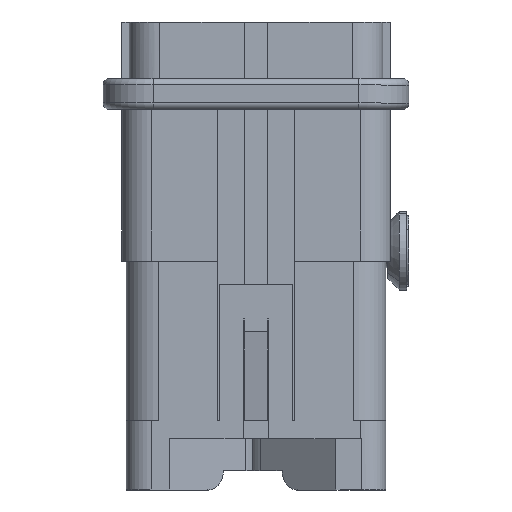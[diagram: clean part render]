
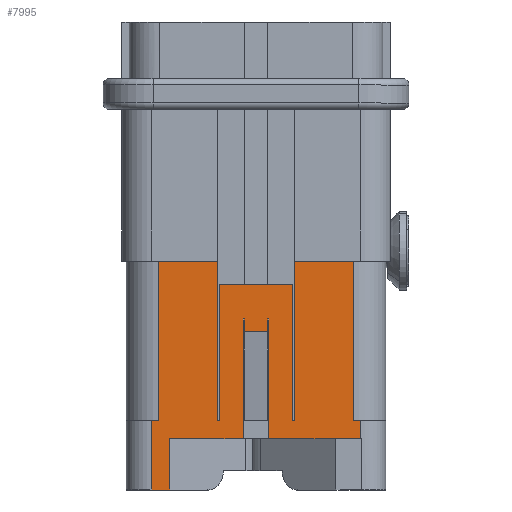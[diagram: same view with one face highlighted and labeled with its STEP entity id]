
A CAD part, left-side view. The second image highlights one B-rep face of the part: STEP entity #7995.
In plain terms, the highlighted planar face has unit normal (-1, 0, 0).
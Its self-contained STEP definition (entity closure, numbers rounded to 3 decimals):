
#7792=AXIS2_PLACEMENT_3D('Plane Axis2P3D',#7789,#7790,#7791) ;
#7767=CARTESIAN_POINT('Vertex',(1.8,4.3,17.8)) ;
#7770=CARTESIAN_POINT('Line Origine',(1.8,4.3,10.94)) ;
#7774=CARTESIAN_POINT('Vertex',(1.8,4.3,5.4)) ;
#7789=CARTESIAN_POINT('Axis2P3D Location',(1.8,11.9,12.3)) ;
#7794=CARTESIAN_POINT('Line Origine',(1.8,14.9,11.6)) ;
#7798=CARTESIAN_POINT('Vertex',(1.8,14.9,17.8)) ;
#7800=CARTESIAN_POINT('Vertex',(1.8,14.9,5.4)) ;
#7803=CARTESIAN_POINT('Line Origine',(1.8,17.2,17.8)) ;
#7807=CARTESIAN_POINT('Vertex',(1.8,19.5,17.8)) ;
#7810=CARTESIAN_POINT('Line Origine',(1.8,19.5,11.6)) ;
#7814=CARTESIAN_POINT('Vertex',(1.8,19.5,5.4)) ;
#7817=CARTESIAN_POINT('Line Origine',(1.8,19.75,5.4)) ;
#7821=CARTESIAN_POINT('Vertex',(1.8,20.,5.4)) ;
#7824=CARTESIAN_POINT('Line Origine',(1.8,20.,2.7)) ;
#7828=CARTESIAN_POINT('Vertex',(1.8,20.,0.)) ;
#7831=CARTESIAN_POINT('Line Origine',(1.8,19.311,0.)) ;
#7835=CARTESIAN_POINT('Vertex',(1.8,18.622,0.)) ;
#7838=CARTESIAN_POINT('Line Origine',(1.8,18.622,2.)) ;
#7842=CARTESIAN_POINT('Vertex',(1.8,18.622,4.)) ;
#7845=CARTESIAN_POINT('Line Origine',(1.8,15.761,4.)) ;
#7849=CARTESIAN_POINT('Vertex',(1.8,12.9,4.)) ;
#7852=CARTESIAN_POINT('Line Origine',(1.8,12.9,8.65)) ;
#7856=CARTESIAN_POINT('Vertex',(1.8,12.9,13.3)) ;
#7859=CARTESIAN_POINT('Line Origine',(1.8,12.85,13.3)) ;
#7863=CARTESIAN_POINT('Vertex',(1.8,12.8,13.3)) ;
#7866=CARTESIAN_POINT('Line Origine',(1.8,12.8,12.8)) ;
#7870=CARTESIAN_POINT('Vertex',(1.8,12.8,12.3)) ;
#7873=CARTESIAN_POINT('Line Origine',(1.8,11.9,12.3)) ;
#7877=CARTESIAN_POINT('Vertex',(1.8,11.,12.3)) ;
#7880=CARTESIAN_POINT('Line Origine',(1.8,11.,12.8)) ;
#7884=CARTESIAN_POINT('Vertex',(1.8,11.,13.3)) ;
#7887=CARTESIAN_POINT('Line Origine',(1.8,10.95,13.3)) ;
#7891=CARTESIAN_POINT('Vertex',(1.8,10.9,13.3)) ;
#7894=CARTESIAN_POINT('Line Origine',(1.8,10.9,8.65)) ;
#7898=CARTESIAN_POINT('Vertex',(1.8,10.9,4.)) ;
#7901=CARTESIAN_POINT('Line Origine',(1.8,7.35,4.)) ;
#7905=CARTESIAN_POINT('Vertex',(1.8,3.8,4.)) ;
#7908=CARTESIAN_POINT('Line Origine',(1.8,3.8,4.7)) ;
#7912=CARTESIAN_POINT('Vertex',(1.8,3.8,5.4)) ;
#7915=CARTESIAN_POINT('Line Origine',(1.8,4.05,5.4)) ;
#7920=CARTESIAN_POINT('Line Origine',(1.8,6.6,17.8)) ;
#7924=CARTESIAN_POINT('Vertex',(1.8,8.9,17.8)) ;
#7927=CARTESIAN_POINT('Line Origine',(1.8,8.9,11.6)) ;
#7931=CARTESIAN_POINT('Vertex',(1.8,8.9,5.4)) ;
#7934=CARTESIAN_POINT('Line Origine',(1.8,8.975,5.4)) ;
#7938=CARTESIAN_POINT('Vertex',(1.8,9.05,5.4)) ;
#7941=CARTESIAN_POINT('Line Origine',(1.8,9.05,10.7)) ;
#7945=CARTESIAN_POINT('Vertex',(1.8,9.05,16.)) ;
#7948=CARTESIAN_POINT('Line Origine',(1.8,11.9,16.)) ;
#7952=CARTESIAN_POINT('Vertex',(1.8,14.75,16.)) ;
#7955=CARTESIAN_POINT('Line Origine',(1.8,14.75,10.7)) ;
#7959=CARTESIAN_POINT('Vertex',(1.8,14.75,5.4)) ;
#7962=CARTESIAN_POINT('Line Origine',(1.8,14.825,5.4)) ;
#7771=DIRECTION('Vector Direction',(0.,0.,-1.)) ;
#7790=DIRECTION('Axis2P3D Direction',(1.,0.,0.)) ;
#7791=DIRECTION('Axis2P3D XDirection',(0.,0.,1.)) ;
#7795=DIRECTION('Vector Direction',(0.,0.,-1.)) ;
#7804=DIRECTION('Vector Direction',(0.,-1.,0.)) ;
#7811=DIRECTION('Vector Direction',(0.,0.,-1.)) ;
#7818=DIRECTION('Vector Direction',(0.,-1.,0.)) ;
#7825=DIRECTION('Vector Direction',(0.,0.,1.)) ;
#7832=DIRECTION('Vector Direction',(0.,1.,0.)) ;
#7839=DIRECTION('Vector Direction',(0.,0.,-1.)) ;
#7846=DIRECTION('Vector Direction',(0.,-1.,0.)) ;
#7853=DIRECTION('Vector Direction',(0.,0.,1.)) ;
#7860=DIRECTION('Vector Direction',(0.,1.,0.)) ;
#7867=DIRECTION('Vector Direction',(0.,0.,1.)) ;
#7874=DIRECTION('Vector Direction',(0.,-1.,0.)) ;
#7881=DIRECTION('Vector Direction',(0.,0.,1.)) ;
#7888=DIRECTION('Vector Direction',(0.,1.,0.)) ;
#7895=DIRECTION('Vector Direction',(0.,0.,1.)) ;
#7902=DIRECTION('Vector Direction',(0.,-1.,0.)) ;
#7909=DIRECTION('Vector Direction',(0.,0.,1.)) ;
#7916=DIRECTION('Vector Direction',(0.,-1.,0.)) ;
#7921=DIRECTION('Vector Direction',(0.,-1.,0.)) ;
#7928=DIRECTION('Vector Direction',(0.,0.,-1.)) ;
#7935=DIRECTION('Vector Direction',(0.,-1.,0.)) ;
#7942=DIRECTION('Vector Direction',(0.,0.,1.)) ;
#7949=DIRECTION('Vector Direction',(0.,1.,0.)) ;
#7956=DIRECTION('Vector Direction',(0.,0.,1.)) ;
#7963=DIRECTION('Vector Direction',(0.,-1.,0.)) ;
#7772=VECTOR('Line Direction',#7771,1.) ;
#7796=VECTOR('Line Direction',#7795,1.) ;
#7805=VECTOR('Line Direction',#7804,1.) ;
#7812=VECTOR('Line Direction',#7811,1.) ;
#7819=VECTOR('Line Direction',#7818,1.) ;
#7826=VECTOR('Line Direction',#7825,1.) ;
#7833=VECTOR('Line Direction',#7832,1.) ;
#7840=VECTOR('Line Direction',#7839,1.) ;
#7847=VECTOR('Line Direction',#7846,1.) ;
#7854=VECTOR('Line Direction',#7853,1.) ;
#7861=VECTOR('Line Direction',#7860,1.) ;
#7868=VECTOR('Line Direction',#7867,1.) ;
#7875=VECTOR('Line Direction',#7874,1.) ;
#7882=VECTOR('Line Direction',#7881,1.) ;
#7889=VECTOR('Line Direction',#7888,1.) ;
#7896=VECTOR('Line Direction',#7895,1.) ;
#7903=VECTOR('Line Direction',#7902,1.) ;
#7910=VECTOR('Line Direction',#7909,1.) ;
#7917=VECTOR('Line Direction',#7916,1.) ;
#7922=VECTOR('Line Direction',#7921,1.) ;
#7929=VECTOR('Line Direction',#7928,1.) ;
#7936=VECTOR('Line Direction',#7935,1.) ;
#7943=VECTOR('Line Direction',#7942,1.) ;
#7950=VECTOR('Line Direction',#7949,1.) ;
#7957=VECTOR('Line Direction',#7956,1.) ;
#7964=VECTOR('Line Direction',#7963,1.) ;
#7968=ORIENTED_EDGE('',*,*,#7802,.F.) ;
#7969=ORIENTED_EDGE('',*,*,#7809,.T.) ;
#7970=ORIENTED_EDGE('',*,*,#7816,.T.) ;
#7971=ORIENTED_EDGE('',*,*,#7823,.F.) ;
#7972=ORIENTED_EDGE('',*,*,#7830,.F.) ;
#7973=ORIENTED_EDGE('',*,*,#7837,.F.) ;
#7974=ORIENTED_EDGE('',*,*,#7844,.F.) ;
#7975=ORIENTED_EDGE('',*,*,#7851,.T.) ;
#7976=ORIENTED_EDGE('',*,*,#7858,.T.) ;
#7977=ORIENTED_EDGE('',*,*,#7865,.F.) ;
#7978=ORIENTED_EDGE('',*,*,#7872,.T.) ;
#7979=ORIENTED_EDGE('',*,*,#7879,.T.) ;
#7980=ORIENTED_EDGE('',*,*,#7886,.F.) ;
#7981=ORIENTED_EDGE('',*,*,#7893,.F.) ;
#7982=ORIENTED_EDGE('',*,*,#7900,.F.) ;
#7983=ORIENTED_EDGE('',*,*,#7907,.T.) ;
#7984=ORIENTED_EDGE('',*,*,#7914,.T.) ;
#7985=ORIENTED_EDGE('',*,*,#7919,.F.) ;
#7986=ORIENTED_EDGE('',*,*,#7776,.F.) ;
#7987=ORIENTED_EDGE('',*,*,#7926,.T.) ;
#7988=ORIENTED_EDGE('',*,*,#7933,.T.) ;
#7989=ORIENTED_EDGE('',*,*,#7940,.F.) ;
#7990=ORIENTED_EDGE('',*,*,#7947,.T.) ;
#7991=ORIENTED_EDGE('',*,*,#7954,.T.) ;
#7992=ORIENTED_EDGE('',*,*,#7961,.F.) ;
#7993=ORIENTED_EDGE('',*,*,#7966,.F.) ;
#7995=ADVANCED_FACE('Hauptk\X2\00F6\X0\rper',(#7994),#7793,.F.) ;
#7776=EDGE_CURVE('',#7768,#7775,#7773,.T.) ;
#7802=EDGE_CURVE('',#7799,#7801,#7797,.T.) ;
#7809=EDGE_CURVE('',#7799,#7808,#7806,.F.) ;
#7816=EDGE_CURVE('',#7808,#7815,#7813,.T.) ;
#7823=EDGE_CURVE('',#7822,#7815,#7820,.T.) ;
#7830=EDGE_CURVE('',#7829,#7822,#7827,.T.) ;
#7837=EDGE_CURVE('',#7836,#7829,#7834,.T.) ;
#7844=EDGE_CURVE('',#7843,#7836,#7841,.T.) ;
#7851=EDGE_CURVE('',#7843,#7850,#7848,.T.) ;
#7858=EDGE_CURVE('',#7850,#7857,#7855,.T.) ;
#7865=EDGE_CURVE('',#7864,#7857,#7862,.T.) ;
#7872=EDGE_CURVE('',#7864,#7871,#7869,.F.) ;
#7879=EDGE_CURVE('',#7871,#7878,#7876,.T.) ;
#7886=EDGE_CURVE('',#7885,#7878,#7883,.F.) ;
#7893=EDGE_CURVE('',#7892,#7885,#7890,.T.) ;
#7900=EDGE_CURVE('',#7899,#7892,#7897,.T.) ;
#7907=EDGE_CURVE('',#7899,#7906,#7904,.T.) ;
#7914=EDGE_CURVE('',#7906,#7913,#7911,.T.) ;
#7919=EDGE_CURVE('',#7775,#7913,#7918,.T.) ;
#7926=EDGE_CURVE('',#7768,#7925,#7923,.F.) ;
#7933=EDGE_CURVE('',#7925,#7932,#7930,.T.) ;
#7940=EDGE_CURVE('',#7939,#7932,#7937,.T.) ;
#7947=EDGE_CURVE('',#7939,#7946,#7944,.T.) ;
#7954=EDGE_CURVE('',#7946,#7953,#7951,.T.) ;
#7961=EDGE_CURVE('',#7960,#7953,#7958,.T.) ;
#7966=EDGE_CURVE('',#7801,#7960,#7965,.T.) ;
#7967=EDGE_LOOP('',(#7968,#7969,#7970,#7971,#7972,#7973,#7974,#7975,#7976,#7977,#7978,#7979,#7980,#7981,#7982,#7983,#7984,#7985,#7986,#7987,#7988,#7989,#7990,#7991,#7992,#7993)) ;
#7994=FACE_OUTER_BOUND('',#7967,.T.) ;
#7773=LINE('Line',#7770,#7772) ;
#7797=LINE('Line',#7794,#7796) ;
#7806=LINE('Line',#7803,#7805) ;
#7813=LINE('Line',#7810,#7812) ;
#7820=LINE('Line',#7817,#7819) ;
#7827=LINE('Line',#7824,#7826) ;
#7834=LINE('Line',#7831,#7833) ;
#7841=LINE('Line',#7838,#7840) ;
#7848=LINE('Line',#7845,#7847) ;
#7855=LINE('Line',#7852,#7854) ;
#7862=LINE('Line',#7859,#7861) ;
#7869=LINE('Line',#7866,#7868) ;
#7876=LINE('Line',#7873,#7875) ;
#7883=LINE('Line',#7880,#7882) ;
#7890=LINE('Line',#7887,#7889) ;
#7897=LINE('Line',#7894,#7896) ;
#7904=LINE('Line',#7901,#7903) ;
#7911=LINE('Line',#7908,#7910) ;
#7918=LINE('Line',#7915,#7917) ;
#7923=LINE('Line',#7920,#7922) ;
#7930=LINE('Line',#7927,#7929) ;
#7937=LINE('Line',#7934,#7936) ;
#7944=LINE('Line',#7941,#7943) ;
#7951=LINE('Line',#7948,#7950) ;
#7958=LINE('Line',#7955,#7957) ;
#7965=LINE('Line',#7962,#7964) ;
#7793=PLANE('',#7792) ;
#7768=VERTEX_POINT('',#7767) ;
#7775=VERTEX_POINT('',#7774) ;
#7799=VERTEX_POINT('',#7798) ;
#7801=VERTEX_POINT('',#7800) ;
#7808=VERTEX_POINT('',#7807) ;
#7815=VERTEX_POINT('',#7814) ;
#7822=VERTEX_POINT('',#7821) ;
#7829=VERTEX_POINT('',#7828) ;
#7836=VERTEX_POINT('',#7835) ;
#7843=VERTEX_POINT('',#7842) ;
#7850=VERTEX_POINT('',#7849) ;
#7857=VERTEX_POINT('',#7856) ;
#7864=VERTEX_POINT('',#7863) ;
#7871=VERTEX_POINT('',#7870) ;
#7878=VERTEX_POINT('',#7877) ;
#7885=VERTEX_POINT('',#7884) ;
#7892=VERTEX_POINT('',#7891) ;
#7899=VERTEX_POINT('',#7898) ;
#7906=VERTEX_POINT('',#7905) ;
#7913=VERTEX_POINT('',#7912) ;
#7925=VERTEX_POINT('',#7924) ;
#7932=VERTEX_POINT('',#7931) ;
#7939=VERTEX_POINT('',#7938) ;
#7946=VERTEX_POINT('',#7945) ;
#7953=VERTEX_POINT('',#7952) ;
#7960=VERTEX_POINT('',#7959) ;
